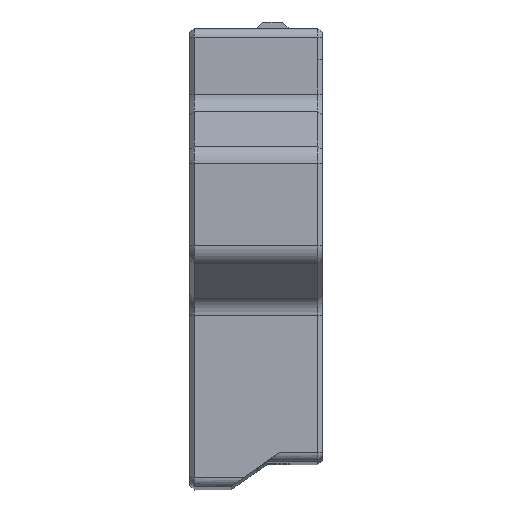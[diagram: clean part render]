
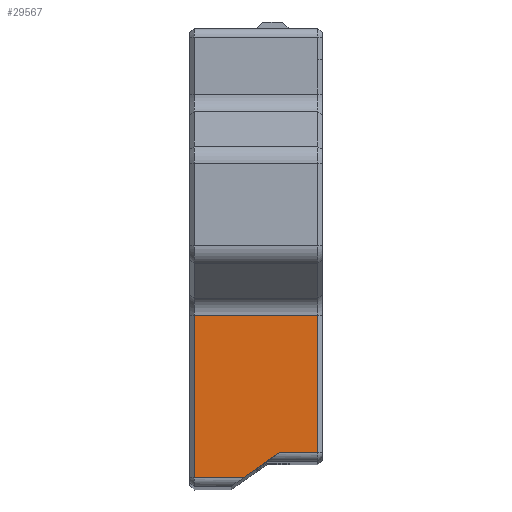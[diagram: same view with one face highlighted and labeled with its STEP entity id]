
A CAD part, top view. The second image highlights one B-rep face of the part: STEP entity #29567.
In plain terms, the highlighted planar face has unit normal (0, 0, 1).
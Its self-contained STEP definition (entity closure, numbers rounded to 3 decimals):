
#3120=FACE_OUTER_BOUND('',#4862,.T.);
#4862=EDGE_LOOP('',(#22854,#22855,#22856,#22857,#22858,#22859));
#7372=LINE('',#47945,#10292);
#7374=LINE('',#47952,#10294);
#7376=LINE('',#47958,#10296);
#7377=LINE('',#47960,#10297);
#7378=LINE('',#47962,#10298);
#7379=LINE('',#47963,#10299);
#10292=VECTOR('',#37863,10.);
#10294=VECTOR('',#37871,10.);
#10296=VECTOR('',#37877,1000.);
#10297=VECTOR('',#37878,10.);
#10298=VECTOR('',#37879,10.);
#10299=VECTOR('',#37880,1000.);
#13504=VERTEX_POINT('',#47939);
#13505=VERTEX_POINT('',#47943);
#13507=VERTEX_POINT('',#47951);
#13509=VERTEX_POINT('',#47957);
#13510=VERTEX_POINT('',#47959);
#13511=VERTEX_POINT('',#47961);
#16849=EDGE_CURVE('',#13505,#13504,#7372,.T.);
#16852=EDGE_CURVE('',#13504,#13507,#7374,.T.);
#16855=EDGE_CURVE('',#13505,#13509,#7376,.T.);
#16856=EDGE_CURVE('',#13509,#13510,#7377,.T.);
#16857=EDGE_CURVE('',#13510,#13511,#7378,.T.);
#16858=EDGE_CURVE('',#13507,#13511,#7379,.T.);
#22854=ORIENTED_EDGE('',*,*,#16849,.F.);
#22855=ORIENTED_EDGE('',*,*,#16855,.T.);
#22856=ORIENTED_EDGE('',*,*,#16856,.T.);
#22857=ORIENTED_EDGE('',*,*,#16857,.T.);
#22858=ORIENTED_EDGE('',*,*,#16858,.F.);
#22859=ORIENTED_EDGE('',*,*,#16852,.F.);
#28441=PLANE('',#32081);
#29567=ADVANCED_FACE('',(#3120),#28441,.T.);
#32081=AXIS2_PLACEMENT_3D('',#47956,#37875,#37876);
#37863=DIRECTION('',(0.,-1.,0.));
#37871=DIRECTION('',(-1.,0.,0.));
#37875=DIRECTION('center_axis',(0.,0.,
1.));
#37876=DIRECTION('ref_axis',(0.,1.,0.));
#37877=DIRECTION('',(-1.,0.,0.));
#37878=DIRECTION('',(0.,-1.,0.));
#37879=DIRECTION('',(1.,0.,0.));
#37880=DIRECTION('',(-0.819,-0.574,0.));
#47939=CARTESIAN_POINT('',(63.035,-113.391,19.503));
#47943=CARTESIAN_POINT('',(63.035,-100.976,19.503));
#47945=CARTESIAN_POINT('',(63.035,-97.072,19.503));
#47951=CARTESIAN_POINT('',(59.578,-113.391,19.503));
#47952=CARTESIAN_POINT('',(62.435,-113.391,19.503));
#47956=CARTESIAN_POINT('Origin',(66.435,-80.953,19.503));
#47957=CARTESIAN_POINT('',(51.835,-100.976,19.503));
#47958=CARTESIAN_POINT('',(66.435,-100.976,19.503));
#47959=CARTESIAN_POINT('',(51.835,-115.691,19.503));
#47960=CARTESIAN_POINT('',(51.835,-96.822,19.503));
#47961=CARTESIAN_POINT('',(56.293,-115.691,19.503));
#47962=CARTESIAN_POINT('',(66.435,-115.691,19.503));
#47963=CARTESIAN_POINT('',(67.05,-108.159,19.503));
